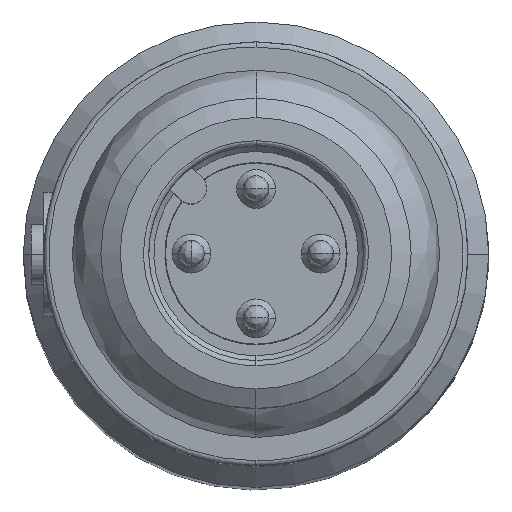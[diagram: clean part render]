
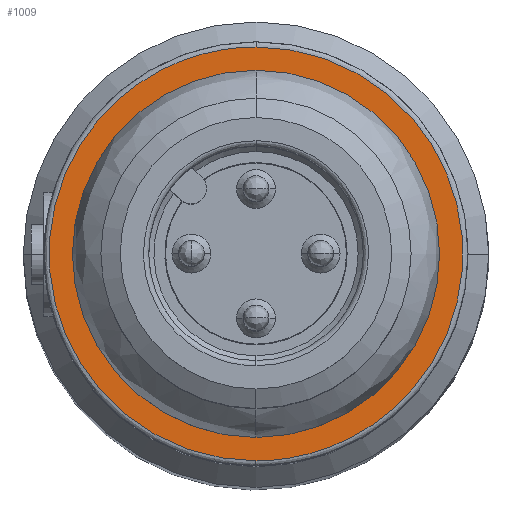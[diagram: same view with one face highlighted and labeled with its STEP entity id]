
A CAD part, top view. The second image highlights one B-rep face of the part: STEP entity #1009.
In plain terms, the highlighted planar face has unit normal (0, 0, 1).
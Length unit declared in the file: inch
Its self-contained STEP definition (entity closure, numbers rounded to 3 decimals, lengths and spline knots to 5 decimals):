
#92 = VERTEX_POINT ( 'NONE', #3606 ) ;
#107 = CARTESIAN_POINT ( 'NONE',  ( 0.63335, -0.31496, 3.01969 ) ) ;
#120 = EDGE_CURVE ( 'NONE', #1528, #92, #2305, .T. ) ;
#222 = CIRCLE ( 'NONE', #640, 0.27953 ) ;
#272 = CARTESIAN_POINT ( 'NONE',  ( 0.00343, -0.27953, 3.01969 ) ) ;
#301 = VERTEX_POINT ( 'NONE', #1313 ) ;
#574 = ORIENTED_EDGE ( 'NONE', *, *, #3539, .F. ) ;
#640 = AXIS2_PLACEMENT_3D ( 'NONE', #3433, #4161, #3472 ) ;
#677 = CARTESIAN_POINT ( 'NONE',  ( -0.62649, -0.31496, 3.01969 ) ) ;
#850 = DIRECTION ( 'NONE',  ( 0., 1., 0. ) ) ;
#1009 = ADVANCED_FACE ( 'NONE', ( #4305, #4418 ), #3796, .F. ) ;
#1313 = CARTESIAN_POINT ( 'NONE',  ( 0.00343, -0.31496, 3.01969 ) ) ;
#1366 = CARTESIAN_POINT ( 'NONE',  ( 0.00343, 0.31496, 3.01969 ) ) ;
#1528 = VERTEX_POINT ( 'NONE', #1955 ) ;
#1655 = AXIS2_PLACEMENT_3D ( 'NONE', #272, #2379, #3117 ) ;
#1882 = CARTESIAN_POINT ( 'NONE',  ( 0.00343, 0.31496, 3.01969 ) ) ;
#1955 = CARTESIAN_POINT ( 'NONE',  ( 0.00343, 0.27953, 3.01969 ) ) ;
#2305 = CIRCLE ( 'NONE', #2557, 0.27953 ) ;
#2378 =( BOUNDED_CURVE ( )  B_SPLINE_CURVE ( 3, ( #1882, #3632, #107, #2953 ),
 .UNSPECIFIED., .F., .F. ) 
 B_SPLINE_CURVE_WITH_KNOTS ( ( 4, 4 ),
 ( 0.5, 1. ),
 .UNSPECIFIED. ) 
 CURVE ( )  GEOMETRIC_REPRESENTATION_ITEM ( )  RATIONAL_B_SPLINE_CURVE ( ( 1., 0.333, 0.333, 1. ) ) 
 REPRESENTATION_ITEM ( '' )  );
#2379 = DIRECTION ( 'NONE',  ( 0., 0., -1. ) ) ;
#2540 = EDGE_LOOP ( 'NONE', ( #3661, #4375 ) ) ;
#2557 = AXIS2_PLACEMENT_3D ( 'NONE', #3345, #3023, #850 ) ;
#2953 = CARTESIAN_POINT ( 'NONE',  ( 0.00343, -0.31496, 3.01969 ) ) ;
#3023 = DIRECTION ( 'NONE',  ( 0., 0., 1. ) ) ;
#3095 = VERTEX_POINT ( 'NONE', #1366 ) ;
#3109 = EDGE_CURVE ( 'NONE', #301, #3095, #4253, .T. ) ;
#3117 = DIRECTION ( 'NONE',  ( 0., -1., 0. ) ) ;
#3152 = CARTESIAN_POINT ( 'NONE',  ( 0.00343, -0.31496, 3.01969 ) ) ;
#3345 = CARTESIAN_POINT ( 'NONE',  ( 0.00343, 0., 3.01969 ) ) ;
#3433 = CARTESIAN_POINT ( 'NONE',  ( 0.00343, 0., 3.01969 ) ) ;
#3472 = DIRECTION ( 'NONE',  ( 0., 1., 0. ) ) ;
#3539 = EDGE_CURVE ( 'NONE', #92, #1528, #222, .T. ) ;
#3590 = ORIENTED_EDGE ( 'NONE', *, *, #120, .F. ) ;
#3606 = CARTESIAN_POINT ( 'NONE',  ( 0.00343, -0.27953, 3.01969 ) ) ;
#3632 = CARTESIAN_POINT ( 'NONE',  ( 0.63335, 0.31496, 3.01969 ) ) ;
#3661 = ORIENTED_EDGE ( 'NONE', *, *, #3109, .F. ) ;
#3796 = PLANE ( 'NONE',  #1655 ) ;
#3936 = EDGE_LOOP ( 'NONE', ( #3590, #574 ) ) ;
#4118 = EDGE_CURVE ( 'NONE', #3095, #301, #2378, .T. ) ;
#4161 = DIRECTION ( 'NONE',  ( 0., 0., 1. ) ) ;
#4199 = CARTESIAN_POINT ( 'NONE',  ( -0.62649, 0.31496, 3.01969 ) ) ;
#4242 = CARTESIAN_POINT ( 'NONE',  ( 0.00343, 0.31496, 3.01969 ) ) ;
#4253 =( BOUNDED_CURVE ( )  B_SPLINE_CURVE ( 3, ( #3152, #677, #4199, #4242 ),
 .UNSPECIFIED., .F., .F. ) 
 B_SPLINE_CURVE_WITH_KNOTS ( ( 4, 4 ),
 ( 0., 0.5 ),
 .UNSPECIFIED. ) 
 CURVE ( )  GEOMETRIC_REPRESENTATION_ITEM ( )  RATIONAL_B_SPLINE_CURVE ( ( 1., 0.333, 0.333, 1. ) ) 
 REPRESENTATION_ITEM ( '' )  );
#4305 = FACE_BOUND ( 'NONE', #3936, .T. ) ;
#4375 = ORIENTED_EDGE ( 'NONE', *, *, #4118, .F. ) ;
#4418 = FACE_OUTER_BOUND ( 'NONE', #2540, .T. ) ;
